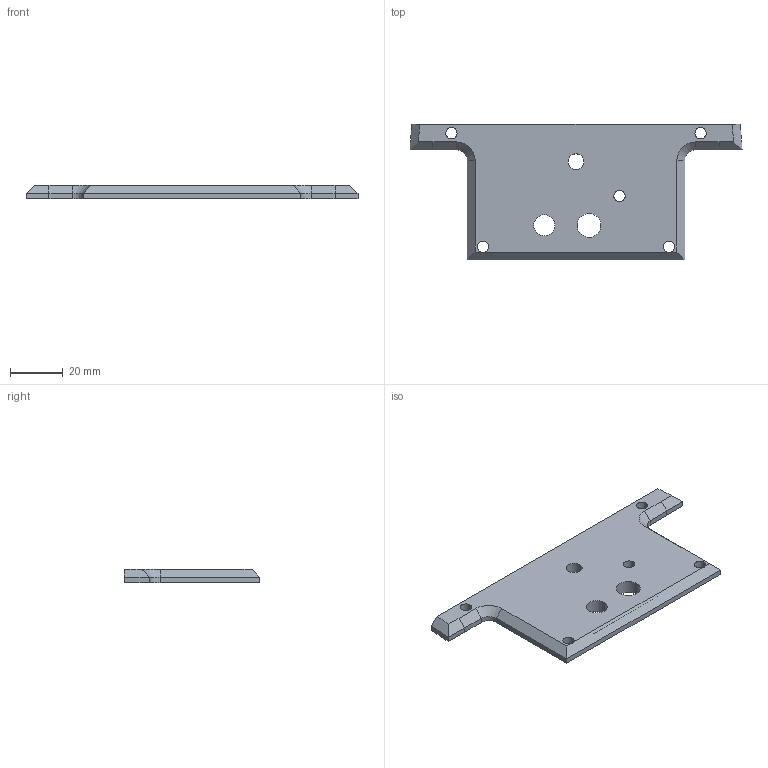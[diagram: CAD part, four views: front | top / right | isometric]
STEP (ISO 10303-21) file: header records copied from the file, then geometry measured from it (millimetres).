
FILE_DESCRIPTION (( 'STEP AP214' ), '1' );
FILE_NAME ('Couvercle pour chassis coffre.STEP', '2020-06-23T15:12:45', ( '' ), ( '' ), 'SwSTEP 2.0', 'SolidWorks 2016', '' );
FILE_SCHEMA (( 'AUTOMOTIVE_DESIGN' ));
Length unit declared in the file: millimetre
Products named in the file (1): Couvercle pour chassis coffre
Bounding box: 126.05 x 51.6 x 5 mm (x, y, z)
Volume: 18925.8 mm3; surface area: 12631.1 mm2
Topology: 1 solids, 1 shells, 78 faces, 215 edges, 140 vertices
Faces by surface type: cylinder 38, plane 36, cone 4
Entity records: 2621 total; most frequent: CARTESIAN_POINT 458, DIRECTION 449, ORIENTED_EDGE 430, EDGE_CURVE 215, AXIS2_PLACEMENT_3D 161, VERTEX_POINT 140, VECTOR 127, LINE 127
